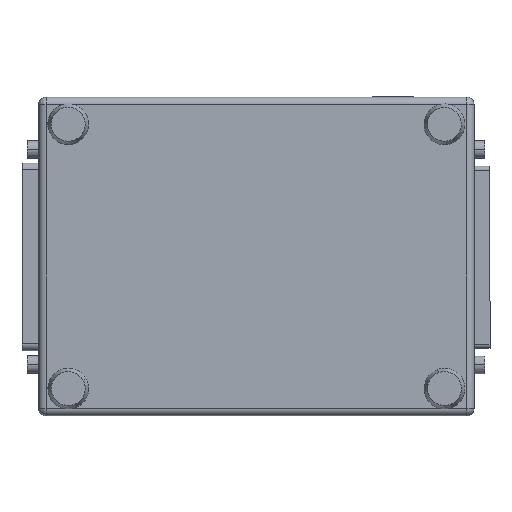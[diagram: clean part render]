
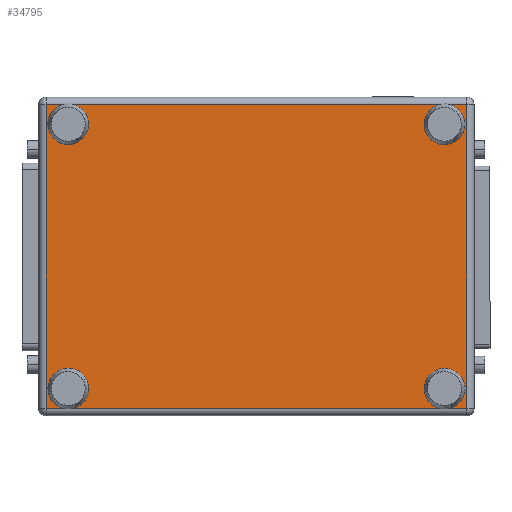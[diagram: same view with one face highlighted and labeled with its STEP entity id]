
A CAD part, top view. The second image highlights one B-rep face of the part: STEP entity #34795.
In plain terms, the highlighted face is planar.
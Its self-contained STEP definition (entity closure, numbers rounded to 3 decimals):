
#271 = VERTEX_POINT ( 'NONE', #52846 ) ;
#569 = CARTESIAN_POINT ( 'NONE',  ( 0., 2.2, 0. ) ) ;
#988 = EDGE_CURVE ( 'NONE', #65590, #20188, #43043, .T. ) ;
#1481 = VERTEX_POINT ( 'NONE', #83175 ) ;
#2263 = DIRECTION ( 'NONE',  ( -1., 0., 0. ) ) ;
#2467 = AXIS2_PLACEMENT_3D ( 'NONE', #53727, #63105, #37813 ) ;
#4209 = DIRECTION ( 'NONE',  ( -1., 0., 0. ) ) ;
#5201 = CARTESIAN_POINT ( 'NONE',  ( 2.2, 2.2, 0. ) ) ;
#6291 = ORIENTED_EDGE ( 'NONE', *, *, #103350, .F. ) ;
#7996 = CARTESIAN_POINT ( 'NONE',  ( 8., 119.75, 0. ) ) ;
#8753 = VECTOR ( 'NONE', #60667, 1000. ) ;
#9710 = EDGE_LOOP ( 'NONE', ( #50889, #12589 ) ) ;
#11186 = AXIS2_PLACEMENT_3D ( 'NONE', #87894, #79656, #4209 ) ;
#11529 = DIRECTION ( 'NONE',  ( 0., -1., 0. ) ) ;
#11955 = FACE_BOUND ( 'NONE', #105509, .T. ) ;
#12506 = FACE_BOUND ( 'NONE', #85760, .T. ) ;
#12589 = ORIENTED_EDGE ( 'NONE', *, *, #93624, .F. ) ;
#12605 = CARTESIAN_POINT ( 'NONE',  ( 2.2, 126.3, 0. ) ) ;
#15172 = AXIS2_PLACEMENT_3D ( 'NONE', #28981, #37248, #69196 ) ;
#15363 = CARTESIAN_POINT ( 'NONE',  ( 82.8, 8.75, 0. ) ) ;
#15669 = VERTEX_POINT ( 'NONE', #25361 ) ;
#15713 = CARTESIAN_POINT ( 'NONE',  ( 89.2, 119.75, 0. ) ) ;
#15920 = EDGE_CURVE ( 'NONE', #24258, #15669, #50441, .T. ) ;
#17678 = AXIS2_PLACEMENT_3D ( 'NONE', #71087, #104666, #28737 ) ;
#18072 = CARTESIAN_POINT ( 'NONE',  ( 86., 119.75, 0. ) ) ;
#20188 = VERTEX_POINT ( 'NONE', #51569 ) ;
#20191 = VERTEX_POINT ( 'NONE', #67544 ) ;
#24258 = VERTEX_POINT ( 'NONE', #72897 ) ;
#25305 = DIRECTION ( 'NONE',  ( -1., 0., 0. ) ) ;
#25361 = CARTESIAN_POINT ( 'NONE',  ( 11.2, 8.75, 0. ) ) ;
#26997 = CARTESIAN_POINT ( 'NONE',  ( 91.8, 0., 0. ) ) ;
#27336 = EDGE_CURVE ( 'NONE', #20188, #65590, #48100, .T. ) ;
#27854 = VECTOR ( 'NONE', #91907, 1000. ) ;
#28737 = DIRECTION ( 'NONE',  ( -1., 0., 0. ) ) ;
#28981 = CARTESIAN_POINT ( 'NONE',  ( 86., 8.75, 0. ) ) ;
#30764 = LINE ( 'NONE', #103029, #8753 ) ;
#31099 = ORIENTED_EDGE ( 'NONE', *, *, #988, .F. ) ;
#31845 = EDGE_CURVE ( 'NONE', #35952, #104263, #30764, .T. ) ;
#33188 = CARTESIAN_POINT ( 'NONE',  ( 86., 8.75, 0. ) ) ;
#34418 = CIRCLE ( 'NONE', #95888, 3.2 ) ;
#34795 = ADVANCED_FACE ( 'NONE', ( #11955, #97724, #55356, #12506, #64187 ), #72995, .T. ) ;
#35104 = ORIENTED_EDGE ( 'NONE', *, *, #27336, .F. ) ;
#35952 = VERTEX_POINT ( 'NONE', #5201 ) ;
#37248 = DIRECTION ( 'NONE',  ( 0., 0., -1. ) ) ;
#37813 = DIRECTION ( 'NONE',  ( -1., 0., 0. ) ) ;
#38001 = ORIENTED_EDGE ( 'NONE', *, *, #67480, .F. ) ;
#42192 = VERTEX_POINT ( 'NONE', #15713 ) ;
#42355 = CIRCLE ( 'NONE', #17678, 3.2 ) ;
#42656 = DIRECTION ( 'NONE',  ( -1., 0., 0. ) ) ;
#43043 = CIRCLE ( 'NONE', #69428, 3.2 ) ;
#44646 = ORIENTED_EDGE ( 'NONE', *, *, #98013, .T. ) ;
#48081 = CIRCLE ( 'NONE', #58613, 3.2 ) ;
#48100 = CIRCLE ( 'NONE', #11186, 3.2 ) ;
#50441 = CIRCLE ( 'NONE', #73327, 3.2 ) ;
#50889 = ORIENTED_EDGE ( 'NONE', *, *, #91972, .F. ) ;
#51569 = CARTESIAN_POINT ( 'NONE',  ( 4.8, 119.75, 0. ) ) ;
#52846 = CARTESIAN_POINT ( 'NONE',  ( 91.8, 2.2, 0. ) ) ;
#53489 = ORIENTED_EDGE ( 'NONE', *, *, #59771, .T. ) ;
#53727 = CARTESIAN_POINT ( 'NONE',  ( 0., 0., 0. ) ) ;
#55297 = AXIS2_PLACEMENT_3D ( 'NONE', #104074, #77704, #2263 ) ;
#55356 = FACE_BOUND ( 'NONE', #66769, .T. ) ;
#57327 = CIRCLE ( 'NONE', #15172, 3.2 ) ;
#57920 = DIRECTION ( 'NONE',  ( -1., 0., 0. ) ) ;
#58475 = DIRECTION ( 'NONE',  ( 0., 0., -1. ) ) ;
#58613 = AXIS2_PLACEMENT_3D ( 'NONE', #33188, #58475, #57920 ) ;
#59116 = DIRECTION ( 'NONE',  ( 0., 0., -1. ) ) ;
#59771 = EDGE_CURVE ( 'NONE', #104263, #1481, #102000, .T. ) ;
#60633 = VERTEX_POINT ( 'NONE', #15363 ) ;
#60667 = DIRECTION ( 'NONE',  ( 0., 1., 0. ) ) ;
#61277 = CARTESIAN_POINT ( 'NONE',  ( 94., 126.3, 0. ) ) ;
#63105 = DIRECTION ( 'NONE',  ( 0., 0., -1. ) ) ;
#63940 = CARTESIAN_POINT ( 'NONE',  ( 11.2, 119.75, 0. ) ) ;
#64187 = FACE_OUTER_BOUND ( 'NONE', #71132, .T. ) ;
#65364 = ORIENTED_EDGE ( 'NONE', *, *, #15920, .F. ) ;
#65590 = VERTEX_POINT ( 'NONE', #63940 ) ;
#66769 = EDGE_LOOP ( 'NONE', ( #65364, #6291 ) ) ;
#67480 = EDGE_CURVE ( 'NONE', #42192, #20191, #104514, .T. ) ;
#67544 = CARTESIAN_POINT ( 'NONE',  ( 82.8, 119.75, 0. ) ) ;
#69196 = DIRECTION ( 'NONE',  ( -1., 0., 0. ) ) ;
#69428 = AXIS2_PLACEMENT_3D ( 'NONE', #7996, #59116, #42656 ) ;
#70156 = CARTESIAN_POINT ( 'NONE',  ( 8., 8.75, 0. ) ) ;
#70397 = LINE ( 'NONE', #26997, #72376 ) ;
#71087 = CARTESIAN_POINT ( 'NONE',  ( 8., 8.75, 0. ) ) ;
#71132 = EDGE_LOOP ( 'NONE', ( #53489, #44646, #105311, #101643 ) ) ;
#72376 = VECTOR ( 'NONE', #11529, 1000. ) ;
#72897 = CARTESIAN_POINT ( 'NONE',  ( 4.8, 8.75, 0. ) ) ;
#72995 = PLANE ( 'NONE',  #2467 ) ;
#73327 = AXIS2_PLACEMENT_3D ( 'NONE', #70156, #95966, #104273 ) ;
#77704 = DIRECTION ( 'NONE',  ( 0., 0., -1. ) ) ;
#77826 = VECTOR ( 'NONE', #93733, 1000. ) ;
#79656 = DIRECTION ( 'NONE',  ( 0., 0., -1. ) ) ;
#79690 = VERTEX_POINT ( 'NONE', #89771 ) ;
#83175 = CARTESIAN_POINT ( 'NONE',  ( 91.8, 126.3, 0. ) ) ;
#85760 = EDGE_LOOP ( 'NONE', ( #103900, #38001 ) ) ;
#87641 = EDGE_CURVE ( 'NONE', #271, #35952, #91385, .T. ) ;
#87894 = CARTESIAN_POINT ( 'NONE',  ( 8., 119.75, 0. ) ) ;
#89771 = CARTESIAN_POINT ( 'NONE',  ( 89.2, 8.75, 0. ) ) ;
#91385 = LINE ( 'NONE', #569, #27854 ) ;
#91907 = DIRECTION ( 'NONE',  ( -1., 0., 0. ) ) ;
#91972 = EDGE_CURVE ( 'NONE', #60633, #79690, #48081, .T. ) ;
#93624 = EDGE_CURVE ( 'NONE', #79690, #60633, #57327, .T. ) ;
#93733 = DIRECTION ( 'NONE',  ( 1., 0., 0. ) ) ;
#95888 = AXIS2_PLACEMENT_3D ( 'NONE', #18072, #101765, #25305 ) ;
#95966 = DIRECTION ( 'NONE',  ( 0., 0., -1. ) ) ;
#97724 = FACE_BOUND ( 'NONE', #9710, .T. ) ;
#98013 = EDGE_CURVE ( 'NONE', #1481, #271, #70397, .T. ) ;
#101643 = ORIENTED_EDGE ( 'NONE', *, *, #31845, .T. ) ;
#101765 = DIRECTION ( 'NONE',  ( 0., 0., -1. ) ) ;
#102000 = LINE ( 'NONE', #61277, #77826 ) ;
#103029 = CARTESIAN_POINT ( 'NONE',  ( 2.2, 128.5, 0. ) ) ;
#103350 = EDGE_CURVE ( 'NONE', #15669, #24258, #42355, .T. ) ;
#103900 = ORIENTED_EDGE ( 'NONE', *, *, #106118, .F. ) ;
#104074 = CARTESIAN_POINT ( 'NONE',  ( 86., 119.75, 0. ) ) ;
#104263 = VERTEX_POINT ( 'NONE', #12605 ) ;
#104273 = DIRECTION ( 'NONE',  ( -1., 0., 0. ) ) ;
#104514 = CIRCLE ( 'NONE', #55297, 3.2 ) ;
#104666 = DIRECTION ( 'NONE',  ( 0., 0., -1. ) ) ;
#105311 = ORIENTED_EDGE ( 'NONE', *, *, #87641, .T. ) ;
#105509 = EDGE_LOOP ( 'NONE', ( #35104, #31099 ) ) ;
#106118 = EDGE_CURVE ( 'NONE', #20191, #42192, #34418, .T. ) ;
